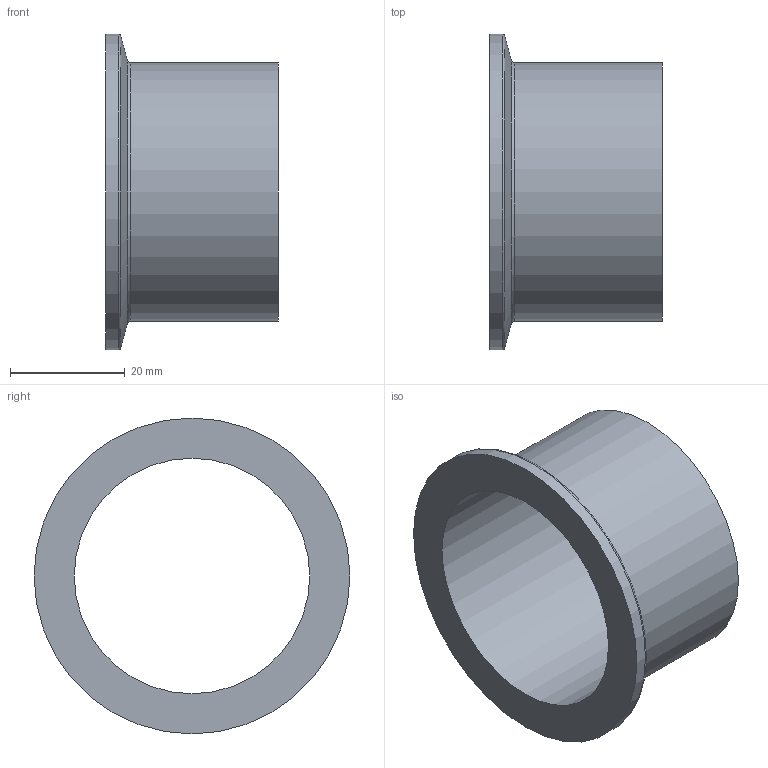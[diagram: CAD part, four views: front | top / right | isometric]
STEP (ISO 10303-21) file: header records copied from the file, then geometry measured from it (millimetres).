
FILE_DESCRIPTION(/* description */ (''),/* implementation_level */ '2;1');
FILE_NAME(/* name */ 'FL-SHN40KF-45.stp',/* time_stamp */ '2018-07-24T16:04:58+01:00',/* author */ ('paul'),/* organization */ (''),/* preprocessor_version */ 'ST-DEVELOPER v17',/* originating_system */ 'Autodesk Inventor 2019',/* authorisation */ '');
FILE_SCHEMA (('AUTOMOTIVE_DESIGN { 1 0 10303 214 3 1 1 }'));
Length unit declared in the file: millimetre
Products named in the file (1): FL-SHN40KF-45
Bounding box: 30 x 55 x 55 mm (x, y, z)
Volume: 10576.5 mm3; surface area: 10097.9 mm2
Topology: 1 solids, 1 shells, 8 faces, 26 edges, 20 vertices
Faces by surface type: cylinder 3, torus 2, plane 2, cone 1
Full cylindrical faces by diameter (mm): 41 x1, 45 x1, 55 x1
Entity records: 359 total; most frequent: DIRECTION 66, CARTESIAN_POINT 55, ORIENTED_EDGE 52, AXIS2_PLACEMENT_3D 31, EDGE_CURVE 26, CIRCLE 22, VERTEX_POINT 20, EDGE_LOOP 10
